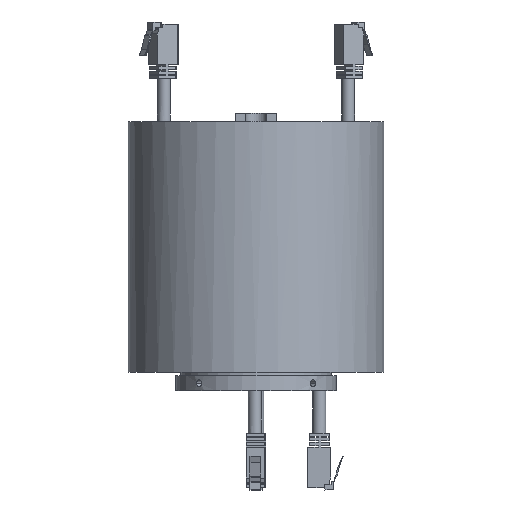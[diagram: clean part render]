
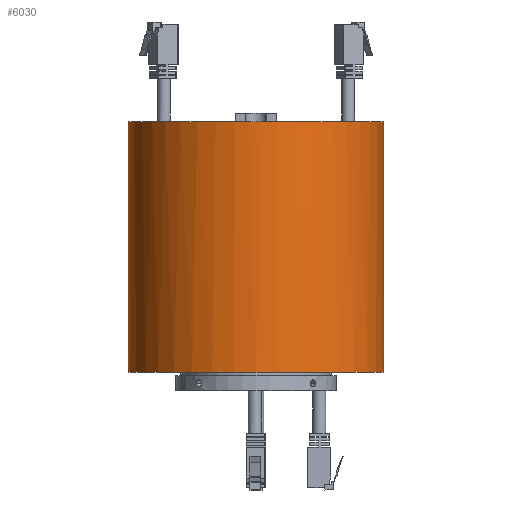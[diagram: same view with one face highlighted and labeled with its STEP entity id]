
A CAD part, front view. The second image highlights one B-rep face of the part: STEP entity #6030.
In plain terms, the highlighted cylindrical face has radius 59.5 mm (diameter 119 mm), a partial arc.
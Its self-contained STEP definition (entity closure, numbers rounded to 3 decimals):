
#92 = DIRECTION ( 'NONE',  ( 0., 0., -1. ) ) ;
#314 = EDGE_CURVE ( 'NONE', #2693, #2364, #6021, .T. ) ;
#363 = ORIENTED_EDGE ( 'NONE', *, *, #479, .F. ) ;
#401 = CARTESIAN_POINT ( 'NONE',  ( -59.5, 0., 8.6 ) ) ;
#479 = EDGE_CURVE ( 'NONE', #3693, #2693, #6591, .T. ) ;
#777 = DIRECTION ( 'NONE',  ( 0., 0., 1. ) ) ;
#1077 = CARTESIAN_POINT ( 'NONE',  ( -59.5, 0., 125.4 ) ) ;
#1449 = LINE ( 'NONE', #6321, #2839 ) ;
#1637 = CARTESIAN_POINT ( 'NONE',  ( 0., 0., 125.4 ) ) ;
#1765 = AXIS2_PLACEMENT_3D ( 'NONE', #3897, #777, #4405 ) ;
#1877 = VECTOR ( 'NONE', #4535, 1000. ) ;
#1897 = VERTEX_POINT ( 'NONE', #5773 ) ;
#2146 = ORIENTED_EDGE ( 'NONE', *, *, #5741, .F. ) ;
#2175 = DIRECTION ( 'NONE',  ( 1., 0., 0. ) ) ;
#2232 = CARTESIAN_POINT ( 'NONE',  ( 59.5, 0., 125.4 ) ) ;
#2236 = ORIENTED_EDGE ( 'NONE', *, *, #6690, .F. ) ;
#2364 = VERTEX_POINT ( 'NONE', #3290 ) ;
#2421 = DIRECTION ( 'NONE',  ( 0., 0., 1. ) ) ;
#2490 = CARTESIAN_POINT ( 'NONE',  ( 0., 0., 125.4 ) ) ;
#2578 = CIRCLE ( 'NONE', #5590, 59.5 ) ;
#2693 = VERTEX_POINT ( 'NONE', #2232 ) ;
#2839 = VECTOR ( 'NONE', #92, 1000. ) ;
#3004 = CARTESIAN_POINT ( 'NONE',  ( 59.5, 0., 125.4 ) ) ;
#3007 = DIRECTION ( 'NONE',  ( 1., 0., 0. ) ) ;
#3209 = AXIS2_PLACEMENT_3D ( 'NONE', #5289, #3756, #4265 ) ;
#3290 = CARTESIAN_POINT ( 'NONE',  ( 59.5, 0., 8.6 ) ) ;
#3568 = CIRCLE ( 'NONE', #4318, 59.5 ) ;
#3614 = AXIS2_PLACEMENT_3D ( 'NONE', #1637, #5274, #2175 ) ;
#3681 = ORIENTED_EDGE ( 'NONE', *, *, #314, .F. ) ;
#3693 = VERTEX_POINT ( 'NONE', #5446 ) ;
#3701 = ORIENTED_EDGE ( 'NONE', *, *, #5981, .T. ) ;
#3719 = CIRCLE ( 'NONE', #1765, 59.5 ) ;
#3756 = DIRECTION ( 'NONE',  ( 0., 0., -1. ) ) ;
#3897 = CARTESIAN_POINT ( 'NONE',  ( 0., 0., 8.6 ) ) ;
#4221 = FACE_OUTER_BOUND ( 'NONE', #5301, .T. ) ;
#4241 = ORIENTED_EDGE ( 'NONE', *, *, #5518, .T. ) ;
#4265 = DIRECTION ( 'NONE',  ( -1., 0., 0. ) ) ;
#4318 = AXIS2_PLACEMENT_3D ( 'NONE', #5517, #2421, #6047 ) ;
#4405 = DIRECTION ( 'NONE',  ( 1., 0., 0. ) ) ;
#4535 = DIRECTION ( 'NONE',  ( 0., 0., -1. ) ) ;
#5274 = DIRECTION ( 'NONE',  ( 0., 0., 1. ) ) ;
#5289 = CARTESIAN_POINT ( 'NONE',  ( 0., 0., 125.4 ) ) ;
#5301 = EDGE_LOOP ( 'NONE', ( #3681, #363, #2146, #2236, #3701, #4241 ) ) ;
#5446 = CARTESIAN_POINT ( 'NONE',  ( 9.75, -58.696, 125.4 ) ) ;
#5517 = CARTESIAN_POINT ( 'NONE',  ( 0., 0., 125.4 ) ) ;
#5518 = EDGE_CURVE ( 'NONE', #5822, #2364, #3719, .T. ) ;
#5590 = AXIS2_PLACEMENT_3D ( 'NONE', #2490, #6113, #3007 ) ;
#5741 = EDGE_CURVE ( 'NONE', #1897, #3693, #2578, .T. ) ;
#5773 = CARTESIAN_POINT ( 'NONE',  ( -9.75, -58.696, 125.4 ) ) ;
#5822 = VERTEX_POINT ( 'NONE', #401 ) ;
#5904 = VERTEX_POINT ( 'NONE', #1077 ) ;
#5981 = EDGE_CURVE ( 'NONE', #5904, #5822, #1449, .T. ) ;
#6021 = LINE ( 'NONE', #3004, #1877 ) ;
#6030 = ADVANCED_FACE ( 'NONE', ( #4221 ), #6491, .T. ) ;
#6047 = DIRECTION ( 'NONE',  ( 1., 0., 0. ) ) ;
#6113 = DIRECTION ( 'NONE',  ( 0., 0., 1. ) ) ;
#6321 = CARTESIAN_POINT ( 'NONE',  ( -59.5, 0., 125.4 ) ) ;
#6491 = CYLINDRICAL_SURFACE ( 'NONE', #3209, 59.5 ) ;
#6591 = CIRCLE ( 'NONE', #3614, 59.5 ) ;
#6690 = EDGE_CURVE ( 'NONE', #5904, #1897, #3568, .T. ) ;
